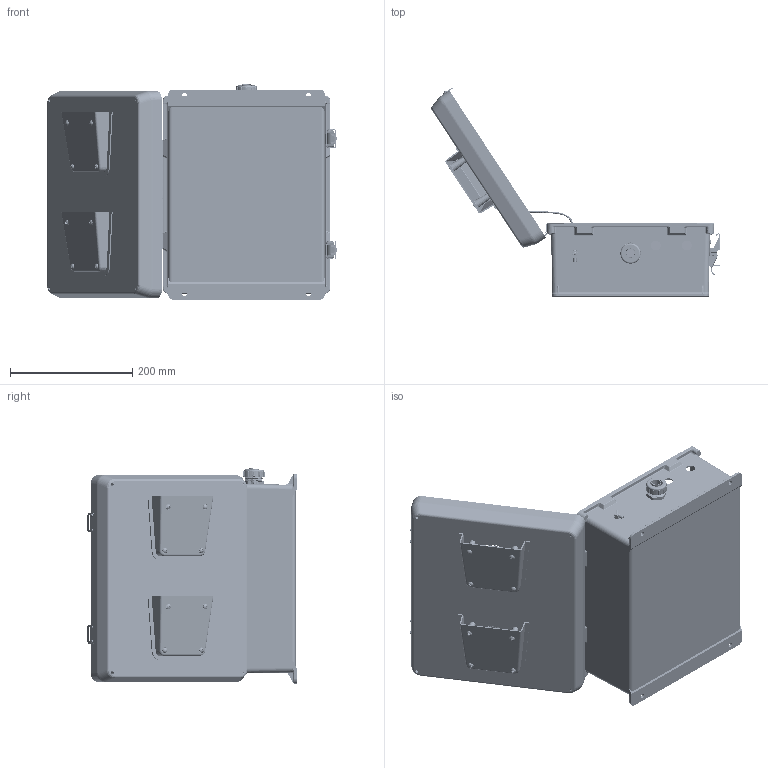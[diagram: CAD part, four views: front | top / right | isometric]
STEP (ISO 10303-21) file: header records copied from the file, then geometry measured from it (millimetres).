
FILE_DESCRIPTION (( 'STEP AP214' ), '1' );
FILE_NAME ('NB121005-1HFS.STEP', '2014-06-03T14:53:05', ( 'L-Com' ), ( 'L-Com Global Connectivity' ), 'SwSTEP 2.0', 'SolidWorks 2014', '' );
FILE_SCHEMA (( 'AUTOMOTIVE_DESIGN' ));
Length unit declared in the file: inch
Products named in the file (41): XF797-02; XCT-0005; XFN-0013; XFN-0003; XCTB-0002; XCT-0010; XMH-0010; XFS-0026; XMH-0007; XFN-0026; 1BE01-002; 1AJ03-011; XC-0003; 1AJ02-055; NB121005-DoorClasp-2; 1AJ02-054; NB121005-DoorClasp-1; 1AJ02-056; NB121005-Lid-Vented; 1AJ02-053; NB121005-Hinge; 1AM07-078; XFN-0021; NB121005-Box; XMH-0048; HYP286_pcb; 10-32 NEMA PLATE SCREW; XR0470-0001; NB121005-1HFS; XFW-0002; NBE141006_FanWire; XFN-0022; XMH-0050; X-ASSY-HYP285-1; GroundWire_NB121005; XERZ-V20D241; XCT-0011; X-PCB-HYP285; XFS-0017; XFS-0067_XFS-0067 ...
Assembly tree (96 placements, depth 3):
  NB121005-1HFS
    NB121005-Box
    NB121005-Hinge  x2
    NB121005-Lid-Vented
    NB121005-DoorClasp-1  x2
    NB121005-DoorClasp-2  x2
    XC-0003
    1BE01-002
    XMH-0007  x4
    XMH-0010
    XCTB-0002
    XFN-0013  x2
    XF797-02
    XFS-0067_XFS-0067  x2
    X-ASSY-HYP285-1
      X-PCB-HYP285
      XERZ-V20D241  x3
    XFN-0022  x2
    XFW-0002  x5
    10-32 NEMA PLATE SCREW  x4
    XMH-0048  x2
    1AM07-078  x2
    1AJ02-053  x2
    1AJ02-056  x2
    1AJ02-054  x2
    1AJ02-055  x2
    1AJ03-011  x8
    XFN-0026  x8
    XFS-0026
    XCT-0010
    XFN-0003  x2
    XCT-0005
    XFS-0066_90272A147  x2
    XFS-0017  x13
    XCT-0011
    GroundWire_NB121005
    XMH-0050
    NBE141006_FanWire
    XR0470-0001  x2
    HYP286_pcb
    XFN-0021  x4
Bounding box: 473.15 x 341.66 x 351.59 mm (x, y, z)
Volume: 1752890.9 mm3; surface area: 1125390.7 mm2
Topology: 288 solids, 289 shells, 10720 faces, 25695 edges, 15615 vertices
Faces by surface type: cylinder 3834, cone 3201, plane 2498, torus 696, bspline 406, sphere 85
Entity records: 246737 total; most frequent: CARTESIAN_POINT 70647, ORIENTED_EDGE 29274, DIRECTION 29181, EDGE_CURVE 14637, AXIS2_PLACEMENT_3D 11426, VERTEX_POINT 9034, EDGE_LOOP 6703, VECTOR 6329
